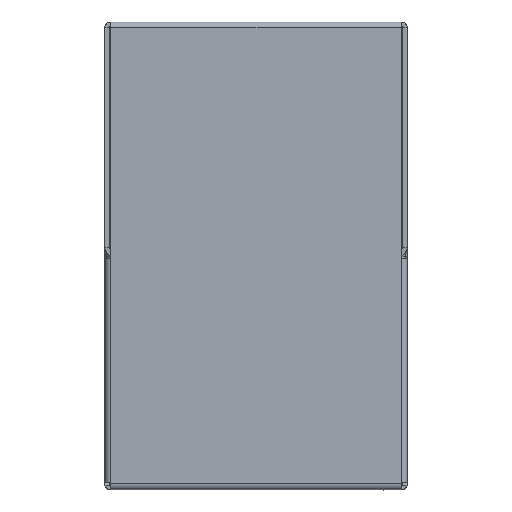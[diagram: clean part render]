
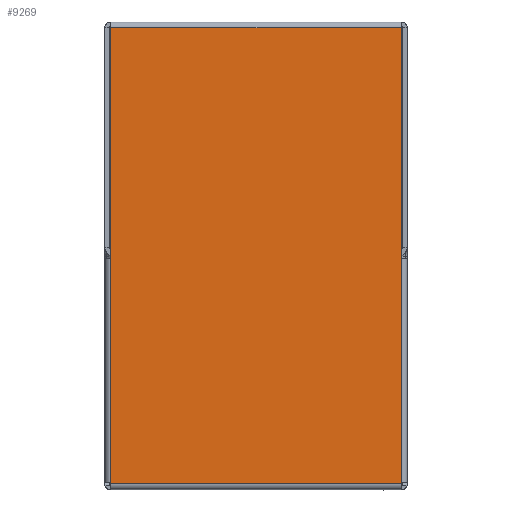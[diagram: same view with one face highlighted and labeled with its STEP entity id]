
A CAD part, top view. The second image highlights one B-rep face of the part: STEP entity #9269.
In plain terms, the highlighted planar face has unit normal (0, 0, 1).
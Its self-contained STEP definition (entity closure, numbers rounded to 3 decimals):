
#289 = CARTESIAN_POINT ( 'NONE',  ( -11.028, 2.989, 14.498 ) ) ;
#352 = DIRECTION ( 'NONE',  ( 0., 1., 0. ) ) ;
#1415 = LINE ( 'NONE', #14765, #19959 ) ;
#1545 = EDGE_CURVE ( 'NONE', #12128, #3038, #9213, .T. ) ;
#1607 = PLANE ( 'NONE',  #8464 ) ;
#1696 = EDGE_CURVE ( 'NONE', #15078, #7948, #19479, .T. ) ;
#1745 = DIRECTION ( 'NONE',  ( 0., -1., 0. ) ) ;
#1815 = CARTESIAN_POINT ( 'NONE',  ( 4.232, -8.861, 14.498 ) ) ;
#2070 = VERTEX_POINT ( 'NONE', #13374 ) ;
#2695 = VECTOR ( 'NONE', #3357, 1000. ) ;
#2842 = DIRECTION ( 'NONE',  ( 1., 0., 0. ) ) ;
#2936 = VECTOR ( 'NONE', #2842, 1000. ) ;
#2980 = ORIENTED_EDGE ( 'NONE', *, *, #9753, .T. ) ;
#2999 = LINE ( 'NONE', #5224, #13188 ) ;
#3038 = VERTEX_POINT ( 'NONE', #10416 ) ;
#3078 = ORIENTED_EDGE ( 'NONE', *, *, #8092, .F. ) ;
#3260 = DIRECTION ( 'NONE',  ( 0., 1., 0. ) ) ;
#3357 = DIRECTION ( 'NONE',  ( 0., 1., 0. ) ) ;
#3393 = DIRECTION ( 'NONE',  ( 0., -1., 0. ) ) ;
#3428 = LINE ( 'NONE', #1815, #5118 ) ;
#3835 = EDGE_CURVE ( 'NONE', #4398, #17496, #11377, .T. ) ;
#4398 = VERTEX_POINT ( 'NONE', #10467 ) ;
#5118 = VECTOR ( 'NONE', #3393, 1000. ) ;
#5224 = CARTESIAN_POINT ( 'NONE',  ( 4.212, 2.989, 14.498 ) ) ;
#5358 = EDGE_CURVE ( 'NONE', #4398, #3038, #2999, .T. ) ;
#5404 = ORIENTED_EDGE ( 'NONE', *, *, #5358, .F. ) ;
#5527 = CARTESIAN_POINT ( 'NONE',  ( 4.232, -8.791, 14.498 ) ) ;
#6152 = EDGE_CURVE ( 'NONE', #12128, #11753, #3428, .T. ) ;
#6476 = ORIENTED_EDGE ( 'NONE', *, *, #10446, .F. ) ;
#6558 = VECTOR ( 'NONE', #8770, 1000. ) ;
#7363 = VERTEX_POINT ( 'NONE', #16220 ) ;
#7377 = ORIENTED_EDGE ( 'NONE', *, *, #9183, .T. ) ;
#7505 = CARTESIAN_POINT ( 'NONE',  ( 4.212, 15.089, 14.498 ) ) ;
#7516 = VECTOR ( 'NONE', #12610, 1000. ) ;
#7744 = LINE ( 'NONE', #7505, #2936 ) ;
#7948 = VERTEX_POINT ( 'NONE', #289 ) ;
#8092 = EDGE_CURVE ( 'NONE', #7948, #2070, #13460, .T. ) ;
#8464 = AXIS2_PLACEMENT_3D ( 'NONE', #17175, #10939, #3260 ) ;
#8493 = VECTOR ( 'NONE', #14436, 1000. ) ;
#8770 = DIRECTION ( 'NONE',  ( 0., 1., 0. ) ) ;
#9183 = EDGE_CURVE ( 'NONE', #15078, #7363, #13198, .T. ) ;
#9213 = LINE ( 'NONE', #14389, #2695 ) ;
#9226 = LINE ( 'NONE', #12818, #8493 ) ;
#9269 = ADVANCED_FACE ( 'NONE', ( #12690 ), #1607, .T. ) ;
#9284 = VECTOR ( 'NONE', #352, 1000. ) ;
#9285 = VECTOR ( 'NONE', #1745, 1000. ) ;
#9753 = EDGE_CURVE ( 'NONE', #12467, #11753, #9226, .T. ) ;
#10416 = CARTESIAN_POINT ( 'NONE',  ( 4.232, 2.989, 14.498 ) ) ;
#10446 = EDGE_CURVE ( 'NONE', #12467, #7363, #1415, .T. ) ;
#10467 = CARTESIAN_POINT ( 'NONE',  ( 4.212, 2.989, 14.498 ) ) ;
#10939 = DIRECTION ( 'NONE',  ( 0., 0., 1. ) ) ;
#11377 = LINE ( 'NONE', #13263, #6558 ) ;
#11753 = VERTEX_POINT ( 'NONE', #18119 ) ;
#11986 = CARTESIAN_POINT ( 'NONE',  ( 4.212, 15.089, 14.498 ) ) ;
#12128 = VERTEX_POINT ( 'NONE', #5527 ) ;
#12467 = VERTEX_POINT ( 'NONE', #17474 ) ;
#12610 = DIRECTION ( 'NONE',  ( 1., 0., 0. ) ) ;
#12690 = FACE_OUTER_BOUND ( 'NONE', #18276, .T. ) ;
#12803 = DIRECTION ( 'NONE',  ( 1., 0., 0. ) ) ;
#12818 = CARTESIAN_POINT ( 'NONE',  ( -22.72, -8.861, 14.498 ) ) ;
#13188 = VECTOR ( 'NONE', #12803, 1000. ) ;
#13198 = LINE ( 'NONE', #14008, #9285 ) ;
#13263 = CARTESIAN_POINT ( 'NONE',  ( 4.212, -6.011, 14.498 ) ) ;
#13282 = CARTESIAN_POINT ( 'NONE',  ( -11.048, 2.989, 14.498 ) ) ;
#13374 = CARTESIAN_POINT ( 'NONE',  ( -11.028, 15.089, 14.498 ) ) ;
#13460 = LINE ( 'NONE', #18972, #9284 ) ;
#14008 = CARTESIAN_POINT ( 'NONE',  ( -11.048, -5.711, 14.498 ) ) ;
#14389 = CARTESIAN_POINT ( 'NONE',  ( 4.232, 7.197, 14.498 ) ) ;
#14436 = DIRECTION ( 'NONE',  ( 1., 0., 0. ) ) ;
#14673 = ORIENTED_EDGE ( 'NONE', *, *, #1696, .F. ) ;
#14765 = CARTESIAN_POINT ( 'NONE',  ( -11.048, -8.861, 14.498 ) ) ;
#14810 = ORIENTED_EDGE ( 'NONE', *, *, #3835, .T. ) ;
#15078 = VERTEX_POINT ( 'NONE', #13282 ) ;
#15712 = ORIENTED_EDGE ( 'NONE', *, *, #17903, .F. ) ;
#15999 = ORIENTED_EDGE ( 'NONE', *, *, #1545, .T. ) ;
#16220 = CARTESIAN_POINT ( 'NONE',  ( -11.048, -8.791, 14.498 ) ) ;
#16326 = DIRECTION ( 'NONE',  ( 0., 1., 0. ) ) ;
#16960 = ORIENTED_EDGE ( 'NONE', *, *, #6152, .F. ) ;
#17175 = CARTESIAN_POINT ( 'NONE',  ( 4.212, -6.011, 14.498 ) ) ;
#17474 = CARTESIAN_POINT ( 'NONE',  ( -11.048, -8.861, 14.498 ) ) ;
#17496 = VERTEX_POINT ( 'NONE', #11986 ) ;
#17903 = EDGE_CURVE ( 'NONE', #2070, #17496, #7744, .T. ) ;
#18119 = CARTESIAN_POINT ( 'NONE',  ( 4.232, -8.861, 14.498 ) ) ;
#18276 = EDGE_LOOP ( 'NONE', ( #5404, #14810, #15712, #3078, #14673, #7377, #6476, #2980, #16960, #15999 ) ) ;
#18627 = CARTESIAN_POINT ( 'NONE',  ( -11.048, 2.989, 14.498 ) ) ;
#18972 = CARTESIAN_POINT ( 'NONE',  ( -11.028, -6.011, 14.498 ) ) ;
#19479 = LINE ( 'NONE', #18627, #7516 ) ;
#19959 = VECTOR ( 'NONE', #16326, 1000. ) ;
